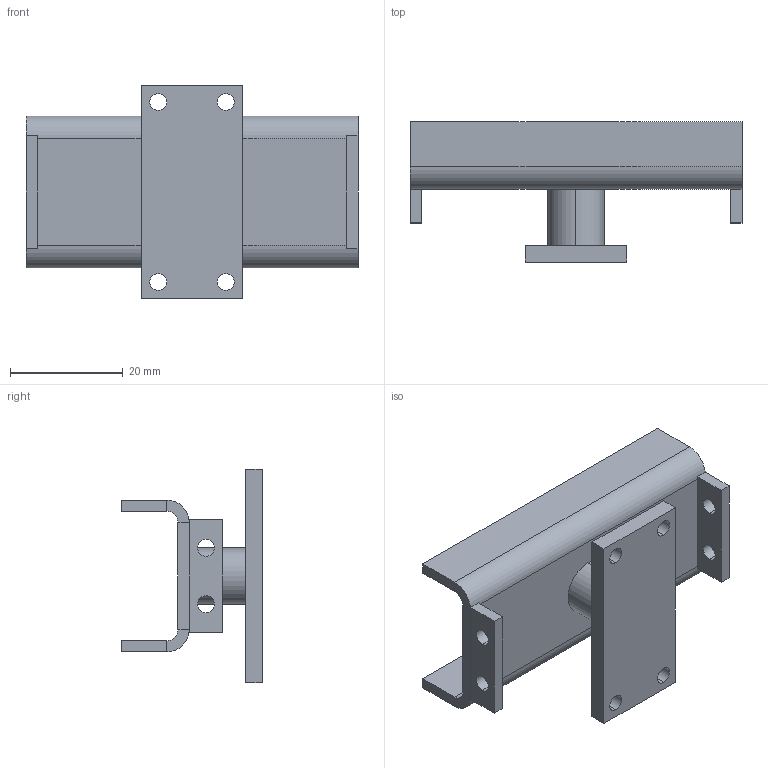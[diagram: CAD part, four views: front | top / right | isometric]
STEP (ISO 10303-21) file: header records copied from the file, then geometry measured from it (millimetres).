
FILE_DESCRIPTION (( 'STEP AP203' ), '1' );
FILE_NAME ('Top Cover for Shoulder servo motors.STEP', '2020-06-27T06:45:24', ( '' ), ( '' ), 'SwSTEP 2.0', 'SolidWorks 2017', '' );
FILE_SCHEMA (( 'CONFIG_CONTROL_DESIGN' ));
Length unit declared in the file: millimetre
Products named in the file (1): Top Cover for Shoulder servo motors
Bounding box: 59 x 25 x 38 mm (x, y, z)
Volume: 8418.2 mm3; surface area: 8437.4 mm2
Topology: 4 solids, 4 shells, 59 faces, 134 edges, 84 vertices
Faces by surface type: plane 37, cylinder 22
Entity records: 1747 total; most frequent: DIRECTION 298, CARTESIAN_POINT 278, ORIENTED_EDGE 268, EDGE_CURVE 134, AXIS2_PLACEMENT_3D 104, LINE 90, VECTOR 90, VERTEX_POINT 84
